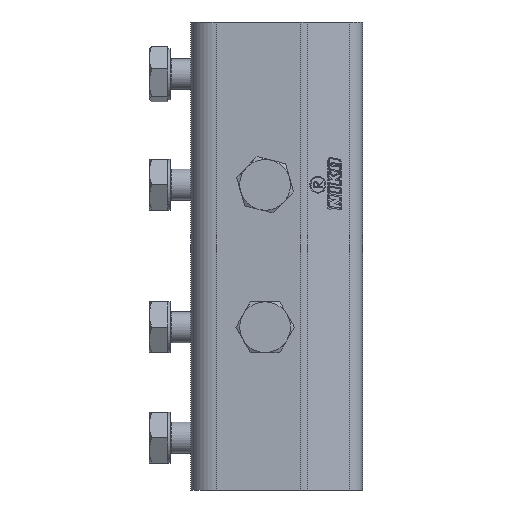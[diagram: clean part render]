
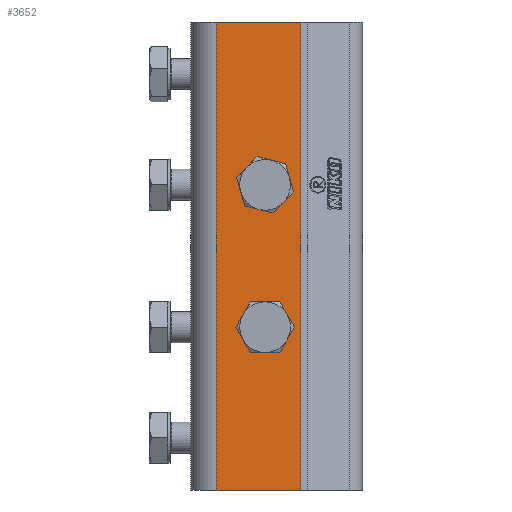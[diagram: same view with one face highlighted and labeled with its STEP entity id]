
A CAD part, left-side view. The second image highlights one B-rep face of the part: STEP entity #3652.
In plain terms, the highlighted planar face has unit normal (-1, 0, 0).
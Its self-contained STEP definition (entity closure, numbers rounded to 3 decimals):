
#7 = DIRECTION ( 'NONE',  ( 0., -1., 0. ) ) ;
#53 = CARTESIAN_POINT ( 'NONE',  ( -25., -2.5, 0. ) ) ;
#76 = CARTESIAN_POINT ( 'NONE',  ( -25., -15., -78.25 ) ) ;
#108 = EDGE_CURVE ( 'NONE', #6502, #2876, #927, .T. ) ;
#185 = DIRECTION ( 'NONE',  ( 0., 0., 1. ) ) ;
#238 = CIRCLE ( 'NONE', #2358, 3.4 ) ;
#476 = CARTESIAN_POINT ( 'NONE',  ( -25., -15., -41.75 ) ) ;
#525 = CARTESIAN_POINT ( 'NONE',  ( -25., -11.6, -78.25 ) ) ;
#535 = AXIS2_PLACEMENT_3D ( 'NONE', #76, #601, #4017 ) ;
#576 = CARTESIAN_POINT ( 'NONE',  ( -25., -18.4, -78.25 ) ) ;
#601 = DIRECTION ( 'NONE',  ( -1., 0., 0. ) ) ;
#667 = EDGE_LOOP ( 'NONE', ( #1463, #2179 ) ) ;
#846 = VERTEX_POINT ( 'NONE', #3487 ) ;
#864 = FACE_BOUND ( 'NONE', #667, .T. ) ;
#927 = CIRCLE ( 'NONE', #535, 3.4 ) ;
#1037 = FACE_BOUND ( 'NONE', #4407, .T. ) ;
#1178 = LINE ( 'NONE', #3974, #5822 ) ;
#1303 = CARTESIAN_POINT ( 'NONE',  ( -25., -2.5, -120. ) ) ;
#1313 = CIRCLE ( 'NONE', #2075, 3.4 ) ;
#1366 = VERTEX_POINT ( 'NONE', #3803 ) ;
#1394 = CARTESIAN_POINT ( 'NONE',  ( -25., -24.147, -120. ) ) ;
#1463 = ORIENTED_EDGE ( 'NONE', *, *, #3545, .F. ) ;
#1593 = DIRECTION ( 'NONE',  ( 0., -1., 0. ) ) ;
#1640 = DIRECTION ( 'NONE',  ( 0., -1., 0. ) ) ;
#2023 = DIRECTION ( 'NONE',  ( 0., 0., 1. ) ) ;
#2037 = EDGE_CURVE ( 'NONE', #5325, #6969, #2119, .T. ) ;
#2075 = AXIS2_PLACEMENT_3D ( 'NONE', #4381, #6602, #1640 ) ;
#2119 = LINE ( 'NONE', #1303, #4142 ) ;
#2179 = ORIENTED_EDGE ( 'NONE', *, *, #7067, .F. ) ;
#2358 = AXIS2_PLACEMENT_3D ( 'NONE', #476, #2770, #1593 ) ;
#2421 = DIRECTION ( 'NONE',  ( 0., -1., 0. ) ) ;
#2440 = ORIENTED_EDGE ( 'NONE', *, *, #5943, .T. ) ;
#2443 = ORIENTED_EDGE ( 'NONE', *, *, #3459, .F. ) ;
#2654 = VECTOR ( 'NONE', #2023, 1000. ) ;
#2770 = DIRECTION ( 'NONE',  ( -1., 0., 0. ) ) ;
#2876 = VERTEX_POINT ( 'NONE', #576 ) ;
#2877 = PLANE ( 'NONE',  #5219 ) ;
#2998 = CARTESIAN_POINT ( 'NONE',  ( -25., -24.147, 0. ) ) ;
#3459 = EDGE_CURVE ( 'NONE', #2876, #6502, #1313, .T. ) ;
#3486 = DIRECTION ( 'NONE',  ( 0., -1., 0. ) ) ;
#3487 = CARTESIAN_POINT ( 'NONE',  ( -25., -11.6, -41.75 ) ) ;
#3545 = EDGE_CURVE ( 'NONE', #1366, #846, #238, .T. ) ;
#3551 = CARTESIAN_POINT ( 'NONE',  ( -25., -15., -41.75 ) ) ;
#3568 = ORIENTED_EDGE ( 'NONE', *, *, #2037, .F. ) ;
#3571 = DIRECTION ( 'NONE',  ( -1., 0., 0. ) ) ;
#3652 = ADVANCED_FACE ( 'NONE', ( #864, #1037, #6820 ), #2877, .T. ) ;
#3687 = EDGE_CURVE ( 'NONE', #5325, #4181, #1178, .T. ) ;
#3803 = CARTESIAN_POINT ( 'NONE',  ( -25., -18.4, -41.75 ) ) ;
#3864 = EDGE_CURVE ( 'NONE', #6969, #4907, #6784, .T. ) ;
#3929 = DIRECTION ( 'NONE',  ( -1., 0., 0. ) ) ;
#3974 = CARTESIAN_POINT ( 'NONE',  ( -25., -24.147, -120. ) ) ;
#4017 = DIRECTION ( 'NONE',  ( 0., -1., 0. ) ) ;
#4142 = VECTOR ( 'NONE', #185, 1000. ) ;
#4181 = VERTEX_POINT ( 'NONE', #6486 ) ;
#4192 = ORIENTED_EDGE ( 'NONE', *, *, #3864, .F. ) ;
#4381 = CARTESIAN_POINT ( 'NONE',  ( -25., -15., -78.25 ) ) ;
#4407 = EDGE_LOOP ( 'NONE', ( #2443, #5296 ) ) ;
#4425 = CARTESIAN_POINT ( 'NONE',  ( -25., -24.147, 0. ) ) ;
#4907 = VERTEX_POINT ( 'NONE', #4425 ) ;
#5097 = DIRECTION ( 'NONE',  ( 0., -1., 0. ) ) ;
#5219 = AXIS2_PLACEMENT_3D ( 'NONE', #6272, #3929, #5097 ) ;
#5279 = LINE ( 'NONE', #1394, #2654 ) ;
#5296 = ORIENTED_EDGE ( 'NONE', *, *, #108, .F. ) ;
#5325 = VERTEX_POINT ( 'NONE', #6492 ) ;
#5415 = AXIS2_PLACEMENT_3D ( 'NONE', #3551, #3571, #2421 ) ;
#5439 = CIRCLE ( 'NONE', #5415, 3.4 ) ;
#5822 = VECTOR ( 'NONE', #7, 1000. ) ;
#5943 = EDGE_CURVE ( 'NONE', #4181, #4907, #5279, .T. ) ;
#6177 = VECTOR ( 'NONE', #3486, 1000. ) ;
#6272 = CARTESIAN_POINT ( 'NONE',  ( -25., -24.147, -120. ) ) ;
#6295 = ORIENTED_EDGE ( 'NONE', *, *, #3687, .T. ) ;
#6486 = CARTESIAN_POINT ( 'NONE',  ( -25., -24.147, -120. ) ) ;
#6492 = CARTESIAN_POINT ( 'NONE',  ( -25., -2.5, -120. ) ) ;
#6502 = VERTEX_POINT ( 'NONE', #525 ) ;
#6602 = DIRECTION ( 'NONE',  ( -1., 0., 0. ) ) ;
#6784 = LINE ( 'NONE', #2998, #6177 ) ;
#6803 = EDGE_LOOP ( 'NONE', ( #4192, #3568, #6295, #2440 ) ) ;
#6820 = FACE_OUTER_BOUND ( 'NONE', #6803, .T. ) ;
#6969 = VERTEX_POINT ( 'NONE', #53 ) ;
#7067 = EDGE_CURVE ( 'NONE', #846, #1366, #5439, .T. ) ;
